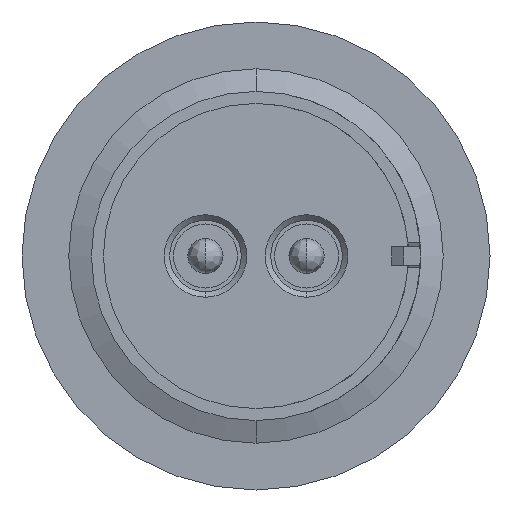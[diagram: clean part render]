
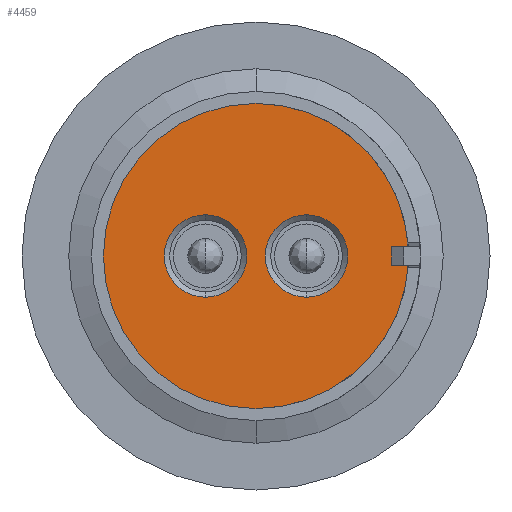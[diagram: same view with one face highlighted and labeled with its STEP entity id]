
A CAD part, front view. The second image highlights one B-rep face of the part: STEP entity #4459.
In plain terms, the highlighted planar face has unit normal (0, -1, 0).
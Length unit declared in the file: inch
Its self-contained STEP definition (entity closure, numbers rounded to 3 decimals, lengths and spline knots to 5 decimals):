
#231 = CIRCLE ( 'NONE', #232, 0.11 ) ;
#232 = AXIS2_PLACEMENT_3D ( 'NONE', #5365, #5426, #5423 ) ;
#774 = CARTESIAN_POINT ( 'NONE',  ( -0.135, 0., 0. ) ) ;
#775 = DIRECTION ( 'NONE',  ( 0., 1., 0. ) ) ;
#776 = DIRECTION ( 'NONE',  ( 0., 0., -1. ) ) ;
#780 = CARTESIAN_POINT ( 'NONE',  ( 0., 0., 0. ) ) ;
#781 = DIRECTION ( 'NONE',  ( 0., 1., 0. ) ) ;
#782 = DIRECTION ( 'NONE',  ( -1., 0., 0. ) ) ;
#3039 = EDGE_CURVE ( 'NONE', #3387, #3138, #231, .T. ) ;
#3138 = VERTEX_POINT ( 'NONE', #5891 ) ;
#3145 = EDGE_LOOP ( 'NONE', ( #5024, #5029 ) ) ;
#3147 = EDGE_LOOP ( 'NONE', ( #5022, #5023 ) ) ;
#3172 = VERTEX_POINT ( 'NONE', #5917 ) ;
#3323 = VERTEX_POINT ( 'NONE', #6033 ) ;
#3351 = VERTEX_POINT ( 'NONE', #6050 ) ;
#3387 = VERTEX_POINT ( 'NONE', #6081 ) ;
#3445 = VERTEX_POINT ( 'NONE', #6122 ) ;
#3646 = EDGE_LOOP ( 'NONE', ( #5027, #5025 ) ) ;
#4459 = ADVANCED_FACE ( 'NONE', ( #6232, #6234, #6235 ), #6236, .T. ) ;
#4525 = EDGE_CURVE ( 'NONE', #3138, #3387, #6997, .T. ) ;
#4624 = AXIS2_PLACEMENT_3D ( 'NONE', #780, #781, #782 ) ;
#4626 = CIRCLE ( 'NONE', #4624, 0.4525 ) ;
#4628 = AXIS2_PLACEMENT_3D ( 'NONE', #774, #775, #776 ) ;
#4635 = CIRCLE ( 'NONE', #4628, 0.11 ) ;
#4927 = CARTESIAN_POINT ( 'NONE',  ( 0., 0., 0. ) ) ;
#4928 = DIRECTION ( 'NONE',  ( 0., 1., 0. ) ) ;
#4929 = DIRECTION ( 'NONE',  ( -1., 0., 0. ) ) ;
#4936 = CARTESIAN_POINT ( 'NONE',  ( -0.135, 0., 0. ) ) ;
#4937 = DIRECTION ( 'NONE',  ( 0., 1., 0. ) ) ;
#4938 = DIRECTION ( 'NONE',  ( 0., 0., -1. ) ) ;
#5022 = ORIENTED_EDGE ( 'NONE', *, *, #4525, .T. ) ;
#5023 = ORIENTED_EDGE ( 'NONE', *, *, #3039, .T. ) ;
#5024 = ORIENTED_EDGE ( 'NONE', *, *, #5519, .F. ) ;
#5025 = ORIENTED_EDGE ( 'NONE', *, *, #7246, .T. ) ;
#5027 = ORIENTED_EDGE ( 'NONE', *, *, #5516, .T. ) ;
#5029 = ORIENTED_EDGE ( 'NONE', *, *, #7243, .F. ) ;
#5365 = CARTESIAN_POINT ( 'NONE',  ( 0.135, 0., 0. ) ) ;
#5423 = DIRECTION ( 'NONE',  ( 0., 0., -1. ) ) ;
#5426 = DIRECTION ( 'NONE',  ( 0., 1., 0. ) ) ;
#5516 = EDGE_CURVE ( 'NONE', #3445, #3351, #4635, .T. ) ;
#5519 = EDGE_CURVE ( 'NONE', #3172, #3323, #4626, .T. ) ;
#5891 = CARTESIAN_POINT ( 'NONE',  ( 0.135, 0., -0.11 ) ) ;
#5917 = CARTESIAN_POINT ( 'NONE',  ( -0.4525, 0., 0. ) ) ;
#6033 = CARTESIAN_POINT ( 'NONE',  ( 0.4525, 0., 0. ) ) ;
#6050 = CARTESIAN_POINT ( 'NONE',  ( -0.135, 0., 0.11 ) ) ;
#6081 = CARTESIAN_POINT ( 'NONE',  ( 0.135, 0., 0.11 ) ) ;
#6122 = CARTESIAN_POINT ( 'NONE',  ( -0.135, 0., -0.11 ) ) ;
#6225 = DIRECTION ( 'NONE',  ( 0., -1., 0. ) ) ;
#6231 = CARTESIAN_POINT ( 'NONE',  ( 0., 0., 0. ) ) ;
#6232 = FACE_BOUND ( 'NONE', #3147, .T. ) ;
#6234 = FACE_BOUND ( 'NONE', #3646, .T. ) ;
#6235 = FACE_OUTER_BOUND ( 'NONE', #3145, .T. ) ;
#6236 = PLANE ( 'NONE',  #6898 ) ;
#6238 = DIRECTION ( 'NONE',  ( 1., 0., 0. ) ) ;
#6466 = CARTESIAN_POINT ( 'NONE',  ( 0.135, 0., 0. ) ) ;
#6467 = DIRECTION ( 'NONE',  ( 0., 1., 0. ) ) ;
#6468 = DIRECTION ( 'NONE',  ( 0., 0., -1. ) ) ;
#6845 = AXIS2_PLACEMENT_3D ( 'NONE', #4927, #4928, #4929 ) ;
#6873 = CIRCLE ( 'NONE', #6876, 0.11 ) ;
#6874 = CIRCLE ( 'NONE', #6845, 0.4525 ) ;
#6876 = AXIS2_PLACEMENT_3D ( 'NONE', #4936, #4937, #4938 ) ;
#6898 = AXIS2_PLACEMENT_3D ( 'NONE', #6231, #6225, #6238 ) ;
#6997 = CIRCLE ( 'NONE', #7000, 0.11 ) ;
#7000 = AXIS2_PLACEMENT_3D ( 'NONE', #6466, #6467, #6468 ) ;
#7243 = EDGE_CURVE ( 'NONE', #3323, #3172, #6874, .T. ) ;
#7246 = EDGE_CURVE ( 'NONE', #3351, #3445, #6873, .T. ) ;
